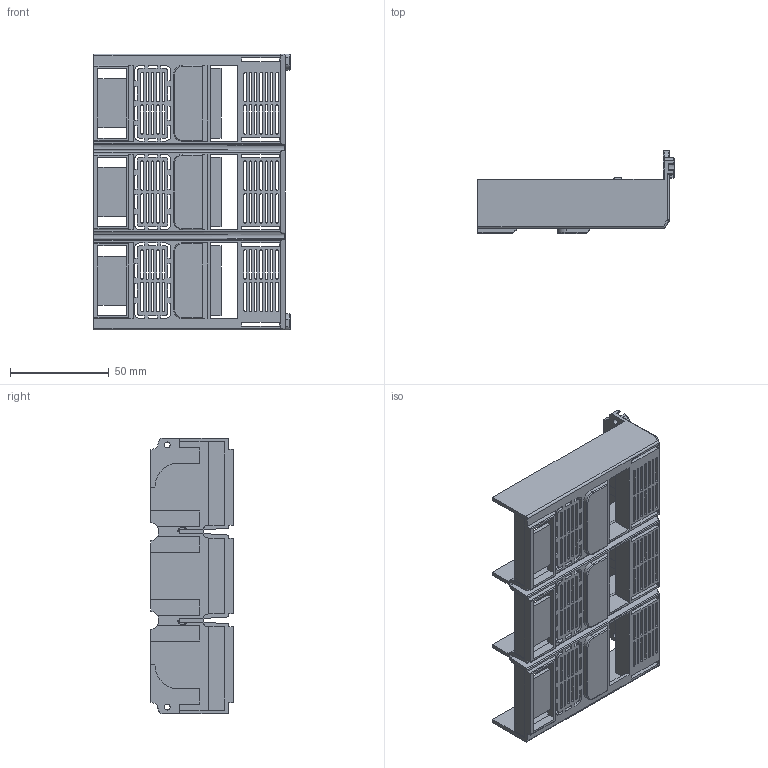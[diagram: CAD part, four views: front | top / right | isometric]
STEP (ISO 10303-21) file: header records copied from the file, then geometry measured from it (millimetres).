
FILE_DESCRIPTION((''),'2;1');
FILE_NAME('630-3P-DUANHUZHAO','2021-09-16T08:42:10',('zhxmin'),(''),'CREO PARAMETRIC BY PTC INC, 2018020','CREO PARAMETRIC BY PTC INC, 2018020','');
FILE_SCHEMA(('CONFIG_CONTROL_DESIGN','SHAPE_APPEARANCE_LAYERS_GROUPS'));
Length unit declared in the file: millimetre
Products named in the file (1): 630-3P-DUANHUZHAO
Bounding box: 99.5 x 42 x 140 mm (x, y, z)
Volume: 59193.8 mm3; surface area: 71956.7 mm2
Topology: 1 solids, 1 shells, 1042 faces, 3048 edges, 1980 vertices
Faces by surface type: plane 740, cylinder 272, torus 20, sphere 8, bspline 2
Entity records: 44376 total; most frequent: CARTESIAN_POINT 6686, ORIENTED_EDGE 6092, DIRECTION 5586, PRESENTATION_STYLE_ASSIGNMENT 3047, STYLED_ITEM 3047, CURVE_STYLE 3046, EDGE_CURVE 3046, VECTOR 2436
